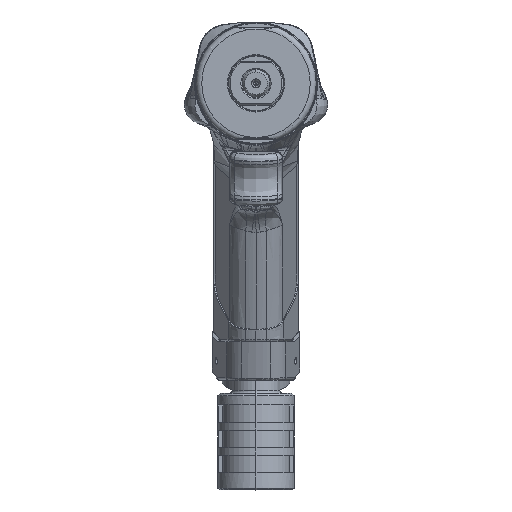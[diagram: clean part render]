
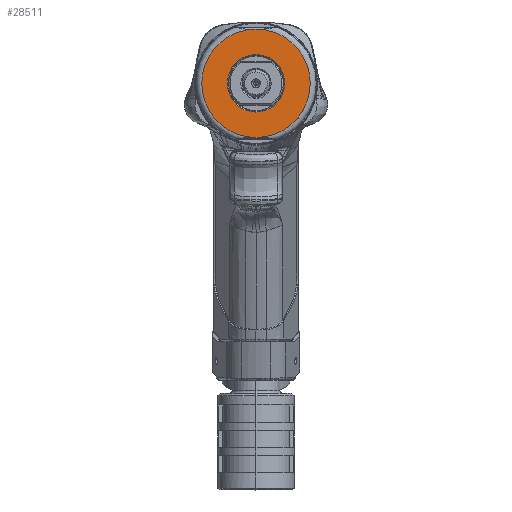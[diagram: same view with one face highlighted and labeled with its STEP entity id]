
A CAD part, top view. The second image highlights one B-rep face of the part: STEP entity #28511.
In plain terms, the highlighted planar face has unit normal (0, 0, 1).
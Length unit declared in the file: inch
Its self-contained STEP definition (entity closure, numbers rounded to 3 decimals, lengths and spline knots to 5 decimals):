
#9187=CARTESIAN_POINT('',(0.,0.,1.2126));
#9188=DIRECTION('',(0.,0.,1.));
#9189=DIRECTION('',(0.,1.,0.));
#9190=AXIS2_PLACEMENT_3D('',#9187,#9188,#9189);
#9291=CARTESIAN_POINT('',(0.,0.,1.2126));
#9292=DIRECTION('',(0.,0.,1.));
#9293=DIRECTION('',(0.,-1.,0.));
#9294=AXIS2_PLACEMENT_3D('',#9291,#9292,#9293);
#9296=CARTESIAN_POINT('',(0.,0.,1.2126));
#9297=DIRECTION('',(0.,0.,1.));
#9298=DIRECTION('',(0.,1.,0.));
#9299=AXIS2_PLACEMENT_3D('',#9296,#9297,#9298);
#9301=CARTESIAN_POINT('',(0.,0.,1.2126));
#9302=DIRECTION('',(0.,0.,1.));
#9303=DIRECTION('',(0.,-1.,0.));
#9304=AXIS2_PLACEMENT_3D('',#9301,#9302,#9303);
#12935=CARTESIAN_POINT('',(0.,0.72835,
1.2126));
#12936=CARTESIAN_POINT('',(0.,-0.72835,
1.2126));
#12937=VERTEX_POINT('',#12935);
#12938=VERTEX_POINT('',#12936);
#12961=CARTESIAN_POINT('',(0.,-0.38583,1.2126));
#12962=CARTESIAN_POINT('',(0.,0.38583,1.2126));
#12963=VERTEX_POINT('',#12961);
#12964=VERTEX_POINT('',#12962);
#28495=CARTESIAN_POINT('',(0.,0.,1.2126));
#28496=DIRECTION('',(0.,0.,-1.));
#28497=DIRECTION('',(0.,-1.,0.));
#28498=AXIS2_PLACEMENT_3D('',#28495,#28496,#28497);
#28499=PLANE('',#28498);
#28500=ORIENTED_EDGE('',*,*,#28481,.F.);
#28502=ORIENTED_EDGE('',*,*,#28501,.F.);
#28503=EDGE_LOOP('',(#28500,#28502));
#28504=FACE_OUTER_BOUND('',#28503,.F.);
#28506=ORIENTED_EDGE('',*,*,#28505,.T.);
#28508=ORIENTED_EDGE('',*,*,#28507,.T.);
#28509=EDGE_LOOP('',(#28506,#28508));
#28510=FACE_BOUND('',#28509,.F.);
#28511=ADVANCED_FACE('',(#28504,#28510),#28499,.F.);
#9191=CIRCLE('',#9190,0.72835);
#9295=CIRCLE('',#9294,0.38583);
#9300=CIRCLE('',#9299,0.38583);
#9305=CIRCLE('',#9304,0.72835);
#28481=EDGE_CURVE('',#12937,#12938,#9191,.T.);
#28501=EDGE_CURVE('',#12938,#12937,#9305,.T.);
#28505=EDGE_CURVE('',#12963,#12964,#9295,.T.);
#28507=EDGE_CURVE('',#12964,#12963,#9300,.T.);
